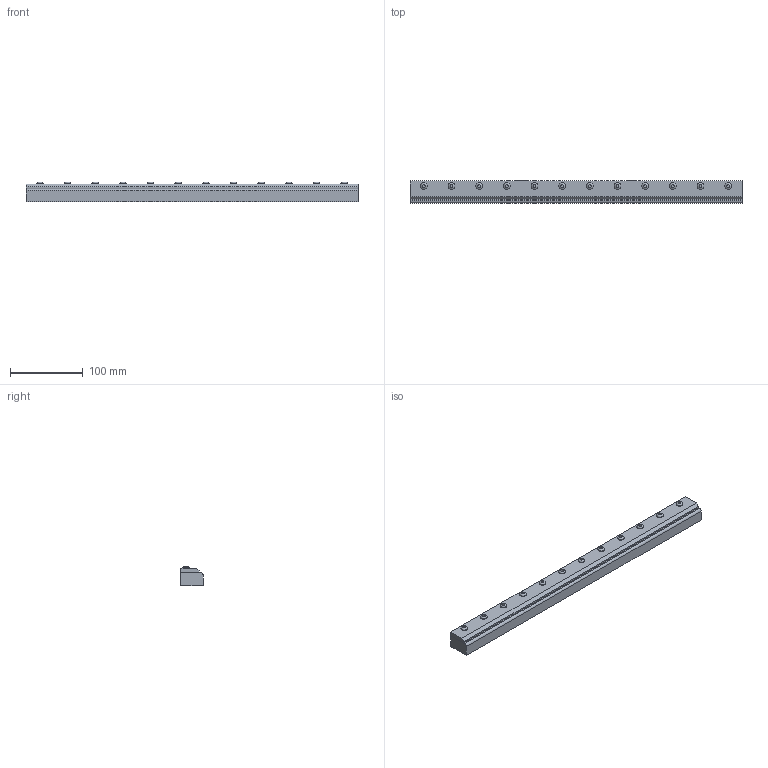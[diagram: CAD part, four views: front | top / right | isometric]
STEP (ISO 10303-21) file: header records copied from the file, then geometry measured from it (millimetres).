
FILE_DESCRIPTION((''),'2;1');
FILE_NAME('2618SS.stp','2012-04-18T12:51:58',('benzil estridge'),(''),'Autodesk Inventor 2012','Autodesk Inventor 2012','');
FILE_SCHEMA(('AUTOMOTIVE_DESIGN { 1 0 10303 214 1 1 1 1 }'));
Length unit declared in the file: inch
Products named in the file (15): Assembly21; Part361; Part363; Part365; Part367; Part369; Part371; Part373; Part375; Part377; Part379; Part381; Part383; Part385; Part387
Assembly tree (14 placements, depth 2):
  Assembly21
    Part361
    Part363
    Part365
    Part367
    Part369
    Part371
    Part373
    Part375
    Part377
    Part379
    Part381
    Part383
    Part385
    Part387
Bounding box: 457.2 x 30.48 x 26.85 mm (x, y, z)
Volume: 313757.3 mm3; surface area: 83323.7 mm2
Topology: 14 solids, 14 shells, 214 faces, 466 edges, 306 vertices
Faces by surface type: plane 135, cylinder 51, cone 16, bspline 12
Full cylindrical faces by diameter (mm): 4.826 x36, 9.169 x12, 11.113 x2
Entity records: 6360 total; most frequent: CARTESIAN_POINT 1437, DIRECTION 966, ORIENTED_EDGE 748, EDGE_CURVE 374, EDGE_LOOP 366, AXIS2_PLACEMENT_3D 361, VERTEX_POINT 292, VECTOR 244
